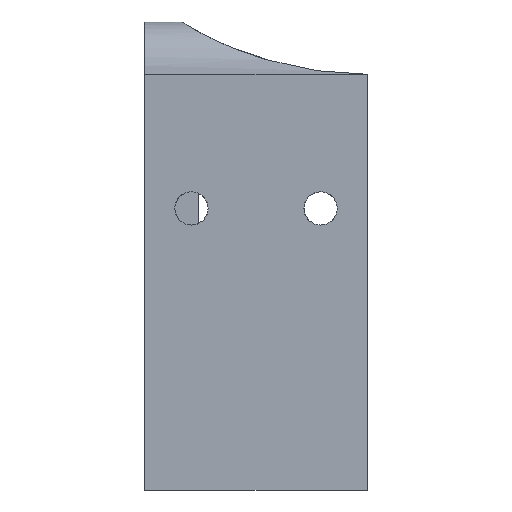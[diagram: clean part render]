
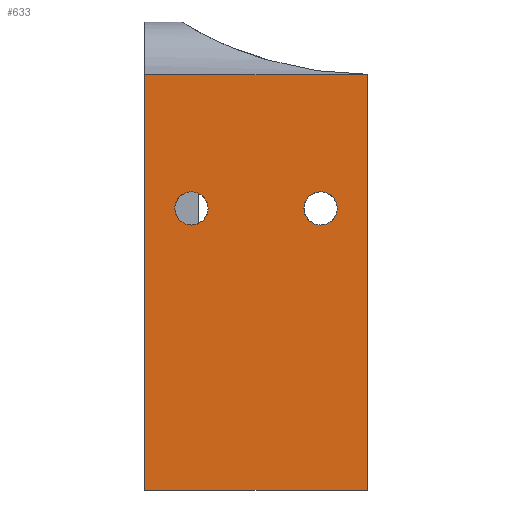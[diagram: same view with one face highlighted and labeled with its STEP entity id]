
A CAD part, left-side view. The second image highlights one B-rep face of the part: STEP entity #633.
In plain terms, the highlighted planar face has unit normal (-1, 0, 0).
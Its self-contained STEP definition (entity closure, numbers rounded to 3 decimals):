
#29=FACE_BOUND('',#122,.T.);
#30=FACE_BOUND('',#123,.T.);
#51=PLANE('',#704);
#83=FACE_OUTER_BOUND('',#121,.T.);
#121=EDGE_LOOP('',(#585,#586,#587,#588));
#122=EDGE_LOOP('',(#589));
#123=EDGE_LOOP('',(#590));
#128=LINE('',#887,#188);
#134=LINE('',#925,#194);
#155=LINE('',#1007,#215);
#187=LINE('',#1118,#247);
#188=VECTOR('',#711,10.);
#194=VECTOR('',#727,10.);
#215=VECTOR('',#782,10.);
#247=VECTOR('',#878,10.);
#261=CIRCLE('',#679,1.35);
#264=CIRCLE('',#685,1.35);
#266=VERTEX_POINT('',#884);
#267=VERTEX_POINT('',#886);
#276=VERTEX_POINT('',#923);
#298=VERTEX_POINT('',#1005);
#304=VERTEX_POINT('',#1022);
#309=VERTEX_POINT('',#1035);
#325=EDGE_CURVE('',#266,#267,#128,.T.);
#336=EDGE_CURVE('',#266,#276,#134,.T.);
#367=EDGE_CURVE('',#276,#298,#155,.T.);
#375=EDGE_CURVE('',#304,#304,#261,.T.);
#381=EDGE_CURVE('',#309,#309,#264,.T.);
#412=EDGE_CURVE('',#298,#267,#187,.T.);
#585=ORIENTED_EDGE('',*,*,#325,.F.);
#586=ORIENTED_EDGE('',*,*,#336,.T.);
#587=ORIENTED_EDGE('',*,*,#367,.T.);
#588=ORIENTED_EDGE('',*,*,#412,.T.);
#589=ORIENTED_EDGE('',*,*,#375,.T.);
#590=ORIENTED_EDGE('',*,*,#381,.T.);
#633=ADVANCED_FACE('',(#83,#29,#30),#51,.T.);
#679=AXIS2_PLACEMENT_3D('',#1023,#799,#800);
#685=AXIS2_PLACEMENT_3D('',#1036,#813,#814);
#704=AXIS2_PLACEMENT_3D('',#1119,#879,#880);
#711=DIRECTION('',(0.,-1.,0.));
#727=DIRECTION('',(0.,0.,-1.));
#782=DIRECTION('',(0.,-1.,0.));
#799=DIRECTION('center_axis',(1.,0.,0.));
#800=DIRECTION('ref_axis',(0.,0.,
1.));
#813=DIRECTION('center_axis',(1.,0.,0.));
#814=DIRECTION('ref_axis',(0.,0.,
1.));
#878=DIRECTION('',(0.,0.,1.));
#879=DIRECTION('center_axis',(-1.,0.,0.));
#880=DIRECTION('ref_axis',(0.,0.,1.));
#884=CARTESIAN_POINT('',(-36.734,3.,34.747));
#886=CARTESIAN_POINT('',(-36.734,-15.1,34.747));
#887=CARTESIAN_POINT('',(-36.734,-3.025,34.747));
#923=CARTESIAN_POINT('',(-36.734,3.,1.));
#925=CARTESIAN_POINT('',(-36.734,3.,34.79));
#1005=CARTESIAN_POINT('',(-36.734,-15.1,1.));
#1007=CARTESIAN_POINT('',(-36.734,3.,1.));
#1022=CARTESIAN_POINT('',(-36.734,-11.3,22.54));
#1023=CARTESIAN_POINT('Origin',(-36.734,-11.3,23.89));
#1035=CARTESIAN_POINT('',(-36.734,-0.8,22.54));
#1036=CARTESIAN_POINT('Origin',(-36.734,-0.8,23.89));
#1118=CARTESIAN_POINT('',(-36.734,-15.1,1.));
#1119=CARTESIAN_POINT('Origin',(-36.734,-6.05,17.895));
